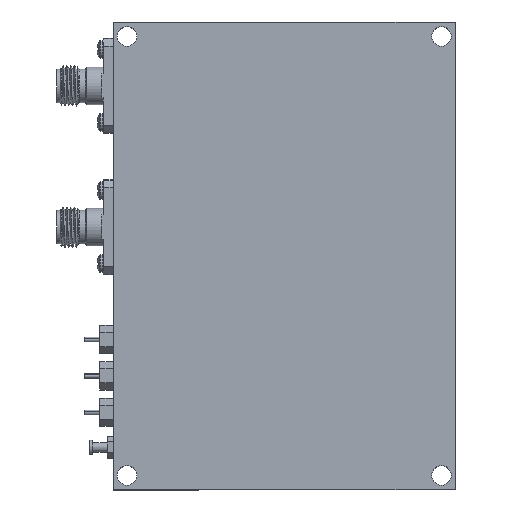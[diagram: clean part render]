
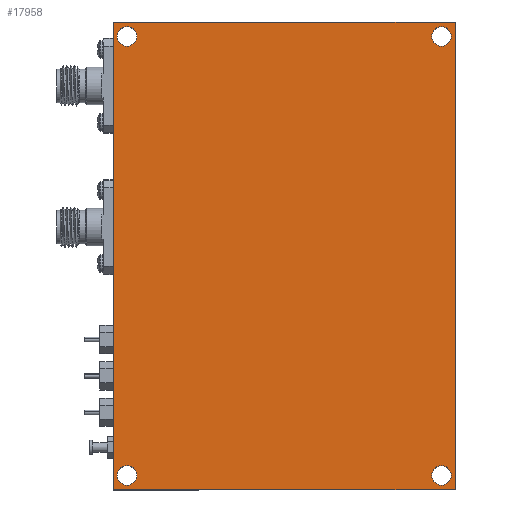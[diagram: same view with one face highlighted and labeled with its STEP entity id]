
A CAD part, top view. The second image highlights one B-rep face of the part: STEP entity #17958.
In plain terms, the highlighted planar face has unit normal (0, 0, 1).
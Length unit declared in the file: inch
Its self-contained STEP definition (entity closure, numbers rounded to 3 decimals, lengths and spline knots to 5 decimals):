
#24 = EDGE_CURVE ( 'NONE', #11389, #16800, #4713, .T. ) ;
#304 = DIRECTION ( 'NONE',  ( 0., 0., 1. ) ) ;
#353 = DIRECTION ( 'NONE',  ( 0., 0., 1. ) ) ;
#534 = CARTESIAN_POINT ( 'NONE',  ( -1.035, -1.445, 0.63 ) ) ;
#762 = CARTESIAN_POINT ( 'NONE',  ( -1.035, 1.445, 0.63 ) ) ;
#861 = AXIS2_PLACEMENT_3D ( 'NONE', #6533, #18186, #17955 ) ;
#916 = DIRECTION ( 'NONE',  ( 1., 0., 0. ) ) ;
#937 = EDGE_CURVE ( 'NONE', #12404, #22934, #18595, .T. ) ;
#1215 = CARTESIAN_POINT ( 'NONE',  ( -0.97075, 1.445, 0.63 ) ) ;
#1406 = ORIENTED_EDGE ( 'NONE', *, *, #23326, .T. ) ;
#2106 = PLANE ( 'NONE',  #11800 ) ;
#2211 = ORIENTED_EDGE ( 'NONE', *, *, #20246, .F. ) ;
#2295 = CARTESIAN_POINT ( 'NONE',  ( 1.125, -1.54, 0.63 ) ) ;
#2651 = AXIS2_PLACEMENT_3D ( 'NONE', #762, #15917, #916 ) ;
#2877 = VECTOR ( 'NONE', #13547, 39.37008 ) ;
#2931 = AXIS2_PLACEMENT_3D ( 'NONE', #17882, #15875, #19603 ) ;
#3683 = DIRECTION ( 'NONE',  ( 0., -1., 0. ) ) ;
#4101 = CARTESIAN_POINT ( 'NONE',  ( 1.125, 1.54, 0.63 ) ) ;
#4289 = VERTEX_POINT ( 'NONE', #18517 ) ;
#4321 = CIRCLE ( 'NONE', #8979, 0.06425 ) ;
#4423 = VERTEX_POINT ( 'NONE', #18760 ) ;
#4442 = CARTESIAN_POINT ( 'NONE',  ( -1.035, -1.445, 0.63 ) ) ;
#4478 = ORIENTED_EDGE ( 'NONE', *, *, #24, .F. ) ;
#4593 = DIRECTION ( 'NONE',  ( 0., 0., 1. ) ) ;
#4700 = FACE_BOUND ( 'NONE', #22279, .T. ) ;
#4713 = CIRCLE ( 'NONE', #11586, 0.06425 ) ;
#4899 = VECTOR ( 'NONE', #9876, 39.37008 ) ;
#5537 = DIRECTION ( 'NONE',  ( 0., 0., 1. ) ) ;
#5688 = CARTESIAN_POINT ( 'NONE',  ( 0., 0., 0.63 ) ) ;
#6038 = LINE ( 'NONE', #22545, #10501 ) ;
#6102 = VERTEX_POINT ( 'NONE', #19505 ) ;
#6166 = DIRECTION ( 'NONE',  ( 1., 0., 0. ) ) ;
#6298 = CARTESIAN_POINT ( 'NONE',  ( 0.97075, -1.445, 0.63 ) ) ;
#6309 = VECTOR ( 'NONE', #14251, 39.37008 ) ;
#6439 = EDGE_CURVE ( 'NONE', #4423, #8961, #6575, .T. ) ;
#6449 = VERTEX_POINT ( 'NONE', #15961 ) ;
#6480 = FACE_OUTER_BOUND ( 'NONE', #8474, .T. ) ;
#6533 = CARTESIAN_POINT ( 'NONE',  ( 1.035, 1.445, 0.63 ) ) ;
#6575 = CIRCLE ( 'NONE', #2931, 0.06425 ) ;
#7138 = ORIENTED_EDGE ( 'NONE', *, *, #21386, .T. ) ;
#7826 = AXIS2_PLACEMENT_3D ( 'NONE', #534, #304, #10020 ) ;
#7861 = LINE ( 'NONE', #2295, #4899 ) ;
#8253 = FACE_BOUND ( 'NONE', #9463, .T. ) ;
#8260 = CARTESIAN_POINT ( 'NONE',  ( 1.125, -1.54, 0.63 ) ) ;
#8392 = DIRECTION ( 'NONE',  ( 1., 0., 0. ) ) ;
#8474 = EDGE_LOOP ( 'NONE', ( #19295, #7138, #16082, #1406 ) ) ;
#8738 = CARTESIAN_POINT ( 'NONE',  ( 1.125, 1.54, 0.63 ) ) ;
#8767 = VERTEX_POINT ( 'NONE', #17324 ) ;
#8961 = VERTEX_POINT ( 'NONE', #6298 ) ;
#8979 = AXIS2_PLACEMENT_3D ( 'NONE', #20856, #5537, #13267 ) ;
#9437 = ORIENTED_EDGE ( 'NONE', *, *, #13434, .F. ) ;
#9456 = EDGE_CURVE ( 'NONE', #10989, #6449, #16897, .T. ) ;
#9463 = EDGE_LOOP ( 'NONE', ( #2211, #15872 ) ) ;
#9581 = DIRECTION ( 'NONE',  ( 1., 0., 0. ) ) ;
#9843 = DIRECTION ( 'NONE',  ( 0., 0., 1. ) ) ;
#9876 = DIRECTION ( 'NONE',  ( 1., 0., 0. ) ) ;
#10020 = DIRECTION ( 'NONE',  ( 1., 0., 0. ) ) ;
#10501 = VECTOR ( 'NONE', #3683, 39.37008 ) ;
#10841 = ORIENTED_EDGE ( 'NONE', *, *, #21181, .F. ) ;
#10989 = VERTEX_POINT ( 'NONE', #14151 ) ;
#11389 = VERTEX_POINT ( 'NONE', #19247 ) ;
#11586 = AXIS2_PLACEMENT_3D ( 'NONE', #11753, #353, #9581 ) ;
#11753 = CARTESIAN_POINT ( 'NONE',  ( -1.035, 1.445, 0.63 ) ) ;
#11800 = AXIS2_PLACEMENT_3D ( 'NONE', #5688, #13240, #22891 ) ;
#12104 = CIRCLE ( 'NONE', #7826, 0.06425 ) ;
#12404 = VERTEX_POINT ( 'NONE', #8260 ) ;
#12918 = ORIENTED_EDGE ( 'NONE', *, *, #6439, .F. ) ;
#13240 = DIRECTION ( 'NONE',  ( 0., 0., -1. ) ) ;
#13267 = DIRECTION ( 'NONE',  ( 1., 0., 0. ) ) ;
#13434 = EDGE_CURVE ( 'NONE', #6449, #10989, #13523, .T. ) ;
#13523 = CIRCLE ( 'NONE', #861, 0.06425 ) ;
#13547 = DIRECTION ( 'NONE',  ( 0., 1., 0. ) ) ;
#13916 = FACE_BOUND ( 'NONE', #16408, .T. ) ;
#14151 = CARTESIAN_POINT ( 'NONE',  ( 1.09925, 1.445, 0.63 ) ) ;
#14247 = VERTEX_POINT ( 'NONE', #24357 ) ;
#14251 = DIRECTION ( 'NONE',  ( -1., 0., 0. ) ) ;
#14637 = EDGE_CURVE ( 'NONE', #16800, #11389, #19964, .T. ) ;
#15872 = ORIENTED_EDGE ( 'NONE', *, *, #17230, .F. ) ;
#15875 = DIRECTION ( 'NONE',  ( 0., 0., 1. ) ) ;
#15917 = DIRECTION ( 'NONE',  ( 0., 0., 1. ) ) ;
#15961 = CARTESIAN_POINT ( 'NONE',  ( 0.97075, 1.445, 0.63 ) ) ;
#16082 = ORIENTED_EDGE ( 'NONE', *, *, #937, .T. ) ;
#16408 = EDGE_LOOP ( 'NONE', ( #23602, #9437 ) ) ;
#16800 = VERTEX_POINT ( 'NONE', #1215 ) ;
#16897 = CIRCLE ( 'NONE', #17924, 0.06425 ) ;
#17230 = EDGE_CURVE ( 'NONE', #6102, #14247, #22877, .T. ) ;
#17270 = CARTESIAN_POINT ( 'NONE',  ( 1.035, 1.445, 0.63 ) ) ;
#17324 = CARTESIAN_POINT ( 'NONE',  ( -1.125, 1.54, 0.63 ) ) ;
#17882 = CARTESIAN_POINT ( 'NONE',  ( 1.035, -1.445, 0.63 ) ) ;
#17924 = AXIS2_PLACEMENT_3D ( 'NONE', #17270, #9843, #6166 ) ;
#17955 = DIRECTION ( 'NONE',  ( 1., 0., 0. ) ) ;
#17958 = ADVANCED_FACE ( 'NONE', ( #8253, #18930, #4700, #13916, #6480 ), #2106, .F. ) ;
#17960 = CARTESIAN_POINT ( 'NONE',  ( -1.125, 1.54, 0.63 ) ) ;
#18186 = DIRECTION ( 'NONE',  ( 0., 0., 1. ) ) ;
#18445 = LINE ( 'NONE', #17960, #6309 ) ;
#18517 = CARTESIAN_POINT ( 'NONE',  ( -1.125, -1.54, 0.63 ) ) ;
#18564 = AXIS2_PLACEMENT_3D ( 'NONE', #4442, #4593, #8392 ) ;
#18595 = LINE ( 'NONE', #4101, #2877 ) ;
#18760 = CARTESIAN_POINT ( 'NONE',  ( 1.09925, -1.445, 0.63 ) ) ;
#18930 = FACE_BOUND ( 'NONE', #19206, .T. ) ;
#19206 = EDGE_LOOP ( 'NONE', ( #12918, #10841 ) ) ;
#19247 = CARTESIAN_POINT ( 'NONE',  ( -1.09925, 1.445, 0.63 ) ) ;
#19295 = ORIENTED_EDGE ( 'NONE', *, *, #23112, .T. ) ;
#19505 = CARTESIAN_POINT ( 'NONE',  ( -1.09925, -1.445, 0.63 ) ) ;
#19603 = DIRECTION ( 'NONE',  ( 1., 0., 0. ) ) ;
#19897 = ORIENTED_EDGE ( 'NONE', *, *, #14637, .F. ) ;
#19964 = CIRCLE ( 'NONE', #2651, 0.06425 ) ;
#20246 = EDGE_CURVE ( 'NONE', #14247, #6102, #12104, .T. ) ;
#20856 = CARTESIAN_POINT ( 'NONE',  ( 1.035, -1.445, 0.63 ) ) ;
#21181 = EDGE_CURVE ( 'NONE', #8961, #4423, #4321, .T. ) ;
#21386 = EDGE_CURVE ( 'NONE', #4289, #12404, #7861, .T. ) ;
#22279 = EDGE_LOOP ( 'NONE', ( #19897, #4478 ) ) ;
#22545 = CARTESIAN_POINT ( 'NONE',  ( -1.125, -1.54, 0.63 ) ) ;
#22877 = CIRCLE ( 'NONE', #18564, 0.06425 ) ;
#22891 = DIRECTION ( 'NONE',  ( -1., 0., 0. ) ) ;
#22934 = VERTEX_POINT ( 'NONE', #8738 ) ;
#23112 = EDGE_CURVE ( 'NONE', #8767, #4289, #6038, .T. ) ;
#23326 = EDGE_CURVE ( 'NONE', #22934, #8767, #18445, .T. ) ;
#23602 = ORIENTED_EDGE ( 'NONE', *, *, #9456, .F. ) ;
#24357 = CARTESIAN_POINT ( 'NONE',  ( -0.97075, -1.445, 0.63 ) ) ;
